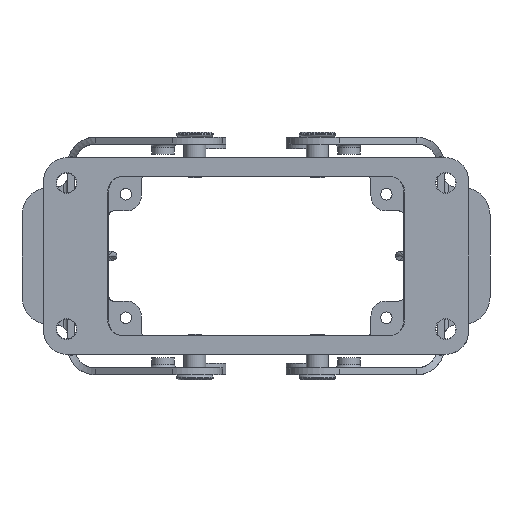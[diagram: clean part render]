
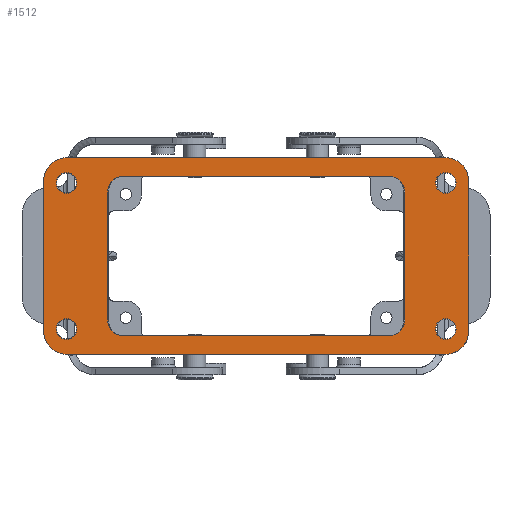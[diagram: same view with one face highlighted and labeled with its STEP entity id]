
A CAD part, front view. The second image highlights one B-rep face of the part: STEP entity #1512.
In plain terms, the highlighted planar face has unit normal (0, -1, 0).
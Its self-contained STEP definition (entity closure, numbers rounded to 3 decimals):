
#1512=ADVANCED_FACE('',(#3738,#3739,#3740,#3741,#3742,#3743),#1850,.T.);
#1850=PLANE('',#10699);
#2427=LINE('',#16677,#3161);
#2434=LINE('',#17053,#3168);
#2481=LINE('',#17326,#3215);
#2485=LINE('',#17335,#3219);
#2489=LINE('',#17344,#3223);
#2494=LINE('',#17362,#3228);
#2497=LINE('',#17375,#3231);
#2500=LINE('',#17384,#3234);
#3161=VECTOR('',#12358,1.);
#3168=VECTOR('',#12393,1.);
#3215=VECTOR('',#12542,1.);
#3219=VECTOR('',#12548,1.);
#3223=VECTOR('',#12554,1.);
#3228=VECTOR('',#12573,1.);
#3231=VECTOR('',#12592,1.);
#3234=VECTOR('',#12603,1.);
#3738=FACE_BOUND('',#4292,.T.);
#3739=FACE_BOUND('',#4293,.T.);
#3740=FACE_BOUND('',#4294,.T.);
#3741=FACE_BOUND('',#4295,.T.);
#3742=FACE_BOUND('',#4296,.T.);
#3743=FACE_BOUND('',#4297,.T.);
#4292=EDGE_LOOP('',(#6544));
#4293=EDGE_LOOP('',(#6545));
#4294=EDGE_LOOP('',(#6546));
#4295=EDGE_LOOP('',(#6547));
#4296=EDGE_LOOP('',(#6548,#6549,#6550,#6551,#6552,#6553,#6554,#6555));
#4297=EDGE_LOOP('',(#6556,#6557,#6558,#6559,#6560,#6561,#6562,#6563));
#6544=ORIENTED_EDGE('',*,*,#9449,.T.);
#6545=ORIENTED_EDGE('',*,*,#9448,.T.);
#6546=ORIENTED_EDGE('',*,*,#9447,.T.);
#6547=ORIENTED_EDGE('',*,*,#9446,.T.);
#6548=ORIENTED_EDGE('',*,*,#9439,.F.);
#6549=ORIENTED_EDGE('',*,*,#9442,.F.);
#6550=ORIENTED_EDGE('',*,*,#9414,.T.);
#6551=ORIENTED_EDGE('',*,*,#9443,.T.);
#6552=ORIENTED_EDGE('',*,*,#9434,.T.);
#6553=ORIENTED_EDGE('',*,*,#9444,.T.);
#6554=ORIENTED_EDGE('',*,*,#9410,.T.);
#6555=ORIENTED_EDGE('',*,*,#9445,.T.);
#6556=ORIENTED_EDGE('',*,*,#9418,.T.);
#6557=ORIENTED_EDGE('',*,*,#9422,.T.);
#6558=ORIENTED_EDGE('',*,*,#9300,.T.);
#6559=ORIENTED_EDGE('',*,*,#9424,.T.);
#6560=ORIENTED_EDGE('',*,*,#9427,.T.);
#6561=ORIENTED_EDGE('',*,*,#9430,.T.);
#6562=ORIENTED_EDGE('',*,*,#9335,.T.);
#6563=ORIENTED_EDGE('',*,*,#9450,.T.);
#8057=VERTEX_POINT('',#16676);
#8058=VERTEX_POINT('',#16678);
#8071=VERTEX_POINT('',#17052);
#8072=VERTEX_POINT('',#17054);
#8105=VERTEX_POINT('',#17327);
#8106=VERTEX_POINT('',#17328);
#8109=VERTEX_POINT('',#17336);
#8110=VERTEX_POINT('',#17337);
#8113=VERTEX_POINT('',#17345);
#8114=VERTEX_POINT('',#17346);
#8117=VERTEX_POINT('',#17357);
#8119=VERTEX_POINT('',#17363);
#8121=VERTEX_POINT('',#17376);
#8122=VERTEX_POINT('',#17377);
#8123=VERTEX_POINT('',#17385);
#8124=VERTEX_POINT('',#17386);
#8125=VERTEX_POINT('',#17399);
#8126=VERTEX_POINT('',#17402);
#8127=VERTEX_POINT('',#17405);
#8128=VERTEX_POINT('',#17408);
#9300=EDGE_CURVE('',#8058,#8057,#2427,.T.);
#9335=EDGE_CURVE('',#8072,#8071,#2434,.T.);
#9410=EDGE_CURVE('',#8105,#8106,#2481,.T.);
#9414=EDGE_CURVE('',#8109,#8110,#2485,.T.);
#9418=EDGE_CURVE('',#8113,#8114,#2489,.T.);
#9422=EDGE_CURVE('',#8114,#8058,#10026,.T.);
#9424=EDGE_CURVE('',#8057,#8117,#10028,.T.);
#9427=EDGE_CURVE('',#8117,#8119,#2494,.T.);
#9430=EDGE_CURVE('',#8119,#8072,#10030,.T.);
#9434=EDGE_CURVE('',#8121,#8122,#2497,.T.);
#9439=EDGE_CURVE('',#8123,#8124,#2500,.T.);
#9442=EDGE_CURVE('',#8109,#8123,#10036,.T.);
#9443=EDGE_CURVE('',#8110,#8121,#10037,.T.);
#9444=EDGE_CURVE('',#8122,#8105,#10038,.T.);
#9445=EDGE_CURVE('',#8106,#8124,#10039,.T.);
#9446=EDGE_CURVE('',#8125,#8125,#10040,.T.);
#9447=EDGE_CURVE('',#8126,#8126,#10041,.T.);
#9448=EDGE_CURVE('',#8127,#8127,#10042,.T.);
#9449=EDGE_CURVE('',#8128,#8128,#10043,.T.);
#9450=EDGE_CURVE('',#8071,#8113,#10044,.T.);
#10026=CIRCLE('',#10664,5.);
#10028=CIRCLE('',#10667,5.);
#10030=CIRCLE('',#10671,5.);
#10036=CIRCLE('',#10683,3.5);
#10037=CIRCLE('',#10685,3.5);
#10038=CIRCLE('',#10687,3.5);
#10039=CIRCLE('',#10689,3.5);
#10040=CIRCLE('',#10691,2.25);
#10041=CIRCLE('',#10693,2.25);
#10042=CIRCLE('',#10695,2.25);
#10043=CIRCLE('',#10697,2.25);
#10044=CIRCLE('',#10698,5.);
#10664=AXIS2_PLACEMENT_3D('',#17353,#12560,#12561);
#10667=AXIS2_PLACEMENT_3D('',#17356,#12566,#12567);
#10671=AXIS2_PLACEMENT_3D('',#17368,#12578,#12579);
#10683=AXIS2_PLACEMENT_3D('',#17390,#12608,#12609);
#10685=AXIS2_PLACEMENT_3D('',#17392,#12612,#12613);
#10687=AXIS2_PLACEMENT_3D('',#17394,#12616,#12617);
#10689=AXIS2_PLACEMENT_3D('',#17396,#12620,#12621);
#10691=AXIS2_PLACEMENT_3D('',#17398,#12624,#12625);
#10693=AXIS2_PLACEMENT_3D('',#17401,#12628,#12629);
#10695=AXIS2_PLACEMENT_3D('',#17404,#12632,#12633);
#10697=AXIS2_PLACEMENT_3D('',#17407,#12636,#12637);
#10698=AXIS2_PLACEMENT_3D('',#17409,#12638,#12639);
#10699=AXIS2_PLACEMENT_3D('',#17410,#12640,#12641);
#12358=DIRECTION('',(0.,0.,1.));
#12393=DIRECTION('',(0.,0.,-1.));
#12542=DIRECTION('',(-1.,0.,0.));
#12548=DIRECTION('',(1.,0.,0.));
#12554=DIRECTION('',(1.,0.,0.));
#12560=DIRECTION('',(0.,-1.,0.));
#12561=DIRECTION('',(0.,0.,-1.));
#12566=DIRECTION('',(0.,-1.,0.));
#12567=DIRECTION('',(1.,0.,0.));
#12573=DIRECTION('',(-1.,0.,0.));
#12578=DIRECTION('',(0.,-1.,0.));
#12579=DIRECTION('',(0.,0.,1.));
#12592=DIRECTION('',(0.,0.,-1.));
#12603=DIRECTION('',(0.,0.,-1.));
#12608=DIRECTION('',(0.,-1.,0.));
#12609=DIRECTION('',(0.,0.,1.));
#12612=DIRECTION('',(0.,1.,0.));
#12613=DIRECTION('',(0.,0.,1.));
#12616=DIRECTION('',(0.,1.,0.));
#12617=DIRECTION('',(1.,0.,0.));
#12620=DIRECTION('',(0.,1.,0.));
#12621=DIRECTION('',(0.,0.,-1.));
#12624=DIRECTION('',(0.,1.,0.));
#12625=DIRECTION('',(1.,0.,0.));
#12628=DIRECTION('',(0.,1.,0.));
#12629=DIRECTION('',(1.,0.,0.));
#12632=DIRECTION('',(0.,1.,0.));
#12633=DIRECTION('',(1.,0.,0.));
#12636=DIRECTION('',(0.,1.,0.));
#12637=DIRECTION('',(1.,0.,0.));
#12638=DIRECTION('',(0.,-1.,0.));
#12639=DIRECTION('',(-1.,0.,0.));
#12640=DIRECTION('',(0.,-1.,0.));
#12641=DIRECTION('',(1.,0.,0.));
#16676=CARTESIAN_POINT('',(64.099,-25.249,16.5));
#16677=CARTESIAN_POINT('',(64.099,-25.249,-16.5));
#16678=CARTESIAN_POINT('',(64.099,-25.249,-16.5));
#17052=CARTESIAN_POINT('',(-28.901,-25.249,-16.5));
#17053=CARTESIAN_POINT('',(-28.901,-25.249,16.5));
#17054=CARTESIAN_POINT('',(-28.901,-25.249,16.5));
#17326=CARTESIAN_POINT('',(46.599,-25.249,-17.5));
#17327=CARTESIAN_POINT('',(46.599,-25.249,-17.5));
#17328=CARTESIAN_POINT('',(-11.401,-25.249,-17.5));
#17335=CARTESIAN_POINT('',(-11.401,-25.249,17.5));
#17336=CARTESIAN_POINT('',(-11.401,-25.249,17.5));
#17337=CARTESIAN_POINT('',(46.599,-25.249,17.5));
#17344=CARTESIAN_POINT('',(-23.901,-25.249,-21.5));
#17345=CARTESIAN_POINT('',(-23.901,-25.249,-21.5));
#17346=CARTESIAN_POINT('',(59.099,-25.249,-21.5));
#17353=CARTESIAN_POINT('',(59.099,-25.249,-16.5));
#17356=CARTESIAN_POINT('',(59.099,-25.249,16.5));
#17357=CARTESIAN_POINT('',(59.099,-25.249,21.5));
#17362=CARTESIAN_POINT('',(59.099,-25.249,21.5));
#17363=CARTESIAN_POINT('',(-23.901,-25.249,21.5));
#17368=CARTESIAN_POINT('',(-23.901,-25.249,16.5));
#17375=CARTESIAN_POINT('',(50.099,-25.249,14.));
#17376=CARTESIAN_POINT('',(50.099,-25.249,14.));
#17377=CARTESIAN_POINT('',(50.099,-25.249,-14.));
#17384=CARTESIAN_POINT('',(-14.901,-25.249,14.));
#17385=CARTESIAN_POINT('',(-14.901,-25.249,14.));
#17386=CARTESIAN_POINT('',(-14.901,-25.249,-14.));
#17390=CARTESIAN_POINT('',(-11.401,-25.249,14.));
#17392=CARTESIAN_POINT('',(46.599,-25.249,14.));
#17394=CARTESIAN_POINT('',(46.599,-25.249,-14.));
#17396=CARTESIAN_POINT('',(-11.401,-25.249,-14.));
#17398=CARTESIAN_POINT('',(59.099,-25.249,-16.));
#17399=CARTESIAN_POINT('',(61.349,-25.249,-16.));
#17401=CARTESIAN_POINT('',(59.099,-25.249,16.));
#17402=CARTESIAN_POINT('',(61.349,-25.249,16.));
#17404=CARTESIAN_POINT('',(-23.901,-25.249,-16.));
#17405=CARTESIAN_POINT('',(-21.651,-25.249,-16.));
#17407=CARTESIAN_POINT('',(-23.901,-25.249,16.));
#17408=CARTESIAN_POINT('',(-21.651,-25.249,16.));
#17409=CARTESIAN_POINT('',(-23.901,-25.249,-16.5));
#17410=CARTESIAN_POINT('',(-31.226,-25.249,-22.575));
